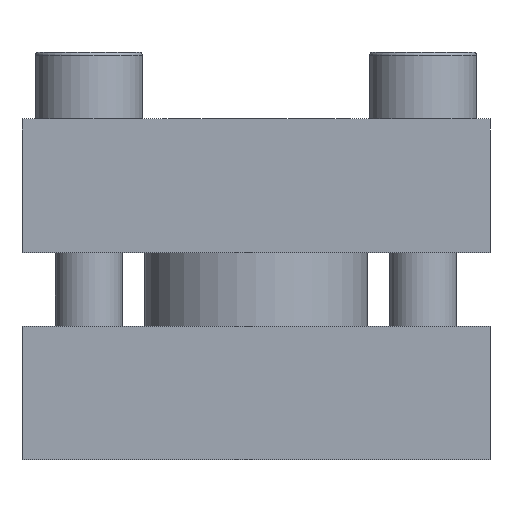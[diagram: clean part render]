
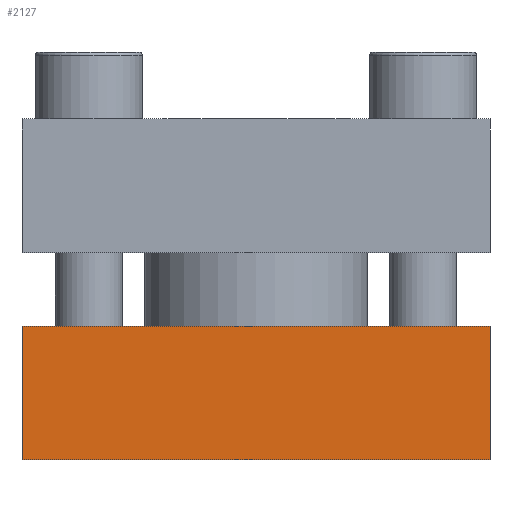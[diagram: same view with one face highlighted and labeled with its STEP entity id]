
A CAD part, front view. The second image highlights one B-rep face of the part: STEP entity #2127.
In plain terms, the highlighted planar face has unit normal (0, -1, 0).
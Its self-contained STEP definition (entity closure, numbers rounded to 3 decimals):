
#2088=CARTESIAN_POINT('',(-35.,-110.,-5.5));
#2089=DIRECTION('',(0.,1.,0.));
#2090=DIRECTION('',(-1.,0.,0.));
#2091=AXIS2_PLACEMENT_3D('',#2088,#2089,#2090);
#2092=PLANE('',#2091);
#2093=CARTESIAN_POINT('',(-35.,-110.,-25.5));
#2094=VERTEX_POINT('',#2093);
#2095=CARTESIAN_POINT('',(35.,-110.,-25.5));
#2096=VERTEX_POINT('',#2095);
#2097=CARTESIAN_POINT('',(-35.,-110.,-25.5));
#2098=DIRECTION('',(1.,-0.,-0.));
#2099=VECTOR('',#2098,70.);
#2100=LINE('',#2097,#2099);
#2101=EDGE_CURVE('NONE',#2094,#2096,#2100,.T.);
#2102=ORIENTED_EDGE('',*,*,#2101,.T.);
#2103=CARTESIAN_POINT('',(35.,-110.,-5.5));
#2104=VERTEX_POINT('',#2103);
#2105=CARTESIAN_POINT('',(35.,-110.,-5.5));
#2106=DIRECTION('',(-0.,0.,-1.));
#2107=VECTOR('',#2106,20.);
#2108=LINE('',#2105,#2107);
#2109=EDGE_CURVE('NONE',#2104,#2096,#2108,.T.);
#2110=ORIENTED_EDGE('',*,*,#2109,.F.);
#2111=CARTESIAN_POINT('',(-35.,-110.,-5.5));
#2112=VERTEX_POINT('',#2111);
#2113=CARTESIAN_POINT('',(-35.,-110.,-5.5));
#2114=DIRECTION('',(1.,-0.,-0.));
#2115=VECTOR('',#2114,70.);
#2116=LINE('',#2113,#2115);
#2117=EDGE_CURVE('NONE',#2112,#2104,#2116,.T.);
#2118=ORIENTED_EDGE('',*,*,#2117,.F.);
#2119=CARTESIAN_POINT('',(-35.,-110.,-5.5));
#2120=DIRECTION('',(-0.,0.,-1.));
#2121=VECTOR('',#2120,20.);
#2122=LINE('',#2119,#2121);
#2123=EDGE_CURVE('NONE',#2112,#2094,#2122,.T.);
#2124=ORIENTED_EDGE('',*,*,#2123,.T.);
#2125=EDGE_LOOP('',(#2102,#2110,#2118,#2124));
#2126=FACE_BOUND('',#2125,.T.);
#2127=ADVANCED_FACE('NONE',(#2126),#2092,.F.);
